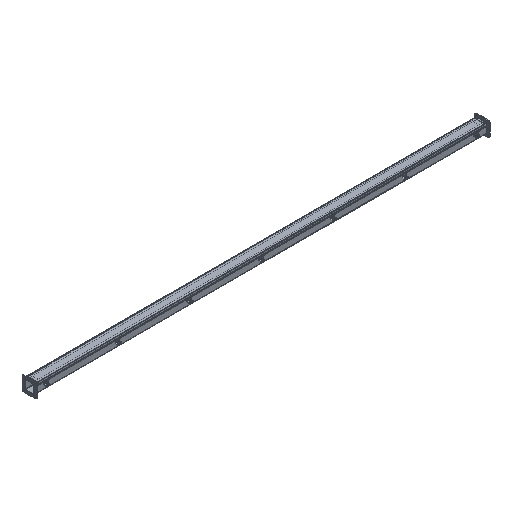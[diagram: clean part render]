
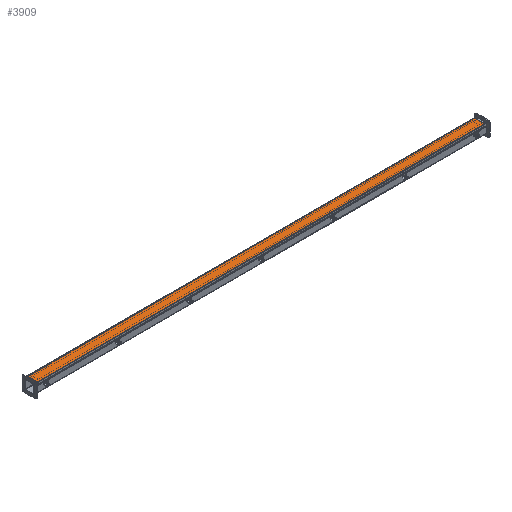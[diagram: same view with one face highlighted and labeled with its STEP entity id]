
A CAD part, isometric view. The second image highlights one B-rep face of the part: STEP entity #3909.
In plain terms, the highlighted planar face has unit normal (0, 0, 1).
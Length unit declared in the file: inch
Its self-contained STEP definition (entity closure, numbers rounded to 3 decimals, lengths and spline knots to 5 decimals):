
#332 = CARTESIAN_POINT ( 'NONE',  ( -59.218, -1.3305, 2.672 ) ) ;
#600 = EDGE_CURVE ( 'NONE', #22821, #4197, #16243, .T. ) ;
#2127 = DIRECTION ( 'NONE',  ( 1., 0., 0. ) ) ;
#3313 = CARTESIAN_POINT ( 'NONE',  ( -59.218, 1.3285, 2.672 ) ) ;
#3613 = VECTOR ( 'NONE', #15977, 39.37008 ) ;
#3909 = ADVANCED_FACE ( 'NONE', ( #18712 ), #13543, .T. ) ;
#4197 = VERTEX_POINT ( 'NONE', #15560 ) ;
#6415 = DIRECTION ( 'NONE',  ( 1., 0., 0. ) ) ;
#7082 = ORIENTED_EDGE ( 'NONE', *, *, #10896, .T. ) ;
#9985 = CARTESIAN_POINT ( 'NONE',  ( -59.218, -1.3305, 2.672 ) ) ;
#10345 = ORIENTED_EDGE ( 'NONE', *, *, #31123, .T. ) ;
#10896 = EDGE_CURVE ( 'NONE', #4197, #18019, #30839, .T. ) ;
#11855 = CARTESIAN_POINT ( 'NONE',  ( 59.25, 1.3285, 2.672 ) ) ;
#11921 = VERTEX_POINT ( 'NONE', #14304 ) ;
#12243 = ORIENTED_EDGE ( 'NONE', *, *, #600, .T. ) ;
#13543 = PLANE ( 'NONE',  #30100 ) ;
#14304 = CARTESIAN_POINT ( 'NONE',  ( 59.25, -1.3305, 2.672 ) ) ;
#14945 = DIRECTION ( 'NONE',  ( -1., 0., 0. ) ) ;
#15560 = CARTESIAN_POINT ( 'NONE',  ( -59.218, 1.3285, 2.672 ) ) ;
#15977 = DIRECTION ( 'NONE',  ( 0., -1., 0. ) ) ;
#16243 = LINE ( 'NONE', #3313, #23832 ) ;
#18019 = VERTEX_POINT ( 'NONE', #9985 ) ;
#18712 = FACE_OUTER_BOUND ( 'NONE', #35797, .T. ) ;
#22821 = VERTEX_POINT ( 'NONE', #11855 ) ;
#23408 = LINE ( 'NONE', #332, #37605 ) ;
#23832 = VECTOR ( 'NONE', #14945, 39.37008 ) ;
#24790 = VECTOR ( 'NONE', #30741, 39.37008 ) ;
#25183 = CARTESIAN_POINT ( 'NONE',  ( -59.218, -1.4385, 2.672 ) ) ;
#30100 = AXIS2_PLACEMENT_3D ( 'NONE', #25183, #33969, #2127 ) ;
#30741 = DIRECTION ( 'NONE',  ( 0., 1., 0. ) ) ;
#30839 = LINE ( 'NONE', #36582, #3613 ) ;
#31123 = EDGE_CURVE ( 'NONE', #18019, #11921, #23408, .T. ) ;
#31314 = CARTESIAN_POINT ( 'NONE',  ( 59.25, -1.4385, 2.672 ) ) ;
#31831 = EDGE_CURVE ( 'NONE', #11921, #22821, #34014, .T. ) ;
#32613 = ORIENTED_EDGE ( 'NONE', *, *, #31831, .T. ) ;
#33969 = DIRECTION ( 'NONE',  ( 0., 0., 1. ) ) ;
#34014 = LINE ( 'NONE', #31314, #24790 ) ;
#35797 = EDGE_LOOP ( 'NONE', ( #7082, #10345, #32613, #12243 ) ) ;
#36582 = CARTESIAN_POINT ( 'NONE',  ( -59.218, -1.4385, 2.672 ) ) ;
#37605 = VECTOR ( 'NONE', #6415, 39.37008 ) ;
